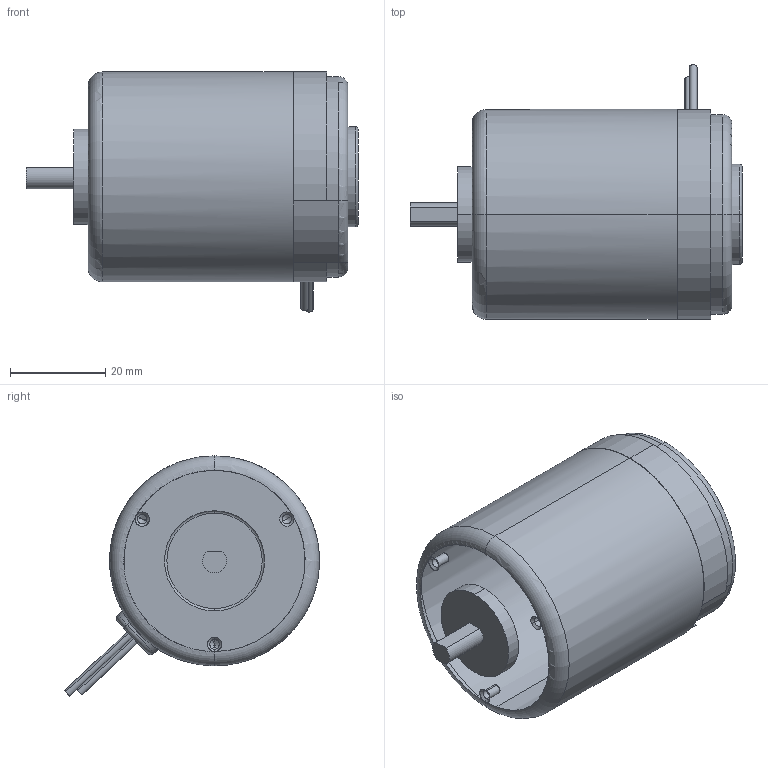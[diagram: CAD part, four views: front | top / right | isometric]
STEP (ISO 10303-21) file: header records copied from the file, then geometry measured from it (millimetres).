
FILE_DESCRIPTION(('starvars output'),'2;1');
FILE_NAME('44s.stp','09:39:55 2014/09/11',( 'Thomas Industrial Network Germany GmbH'),( 'Thomas Industrial Network Germany GmbH'),'unknown preprocess','ACIS' ,'unknown authorization');
FILE_SCHEMA(('AUTOMOTIVE_DESIGN_CC2 {UNKNOWN IMPLEMENTATION LEVEL}'));
Length unit declared in the file: millimetre
Products named in the file (1): PRODUCT_ID_15
Bounding box: 69.6 x 53.45 x 50.34 mm (x, y, z)
Volume: 83781.8 mm3; surface area: 11052 mm2
Topology: 1 solids, 1 shells, 81 faces, 199 edges, 122 vertices
Faces by surface type: cylinder 30, plane 20, cone 19, torus 12
Entity records: 2879 total; most frequent: CARTESIAN_POINT 567, ORIENTED_EDGE 386, DIRECTION 263, EDGE_CURVE 193, VERTEX_POINT 122, AXIS2_PLACEMENT_3D 96, EDGE_LOOP 89, FACE_BOUND 89
